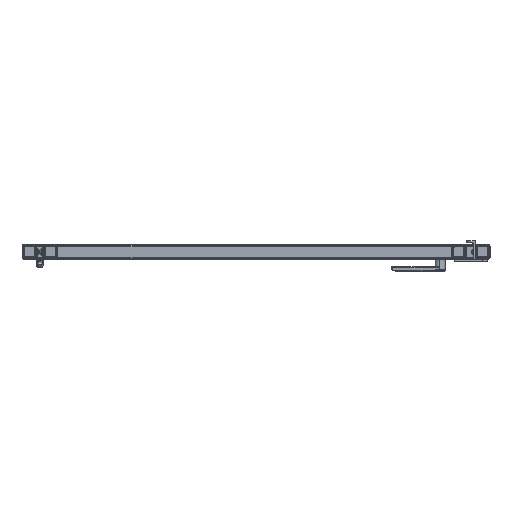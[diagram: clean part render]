
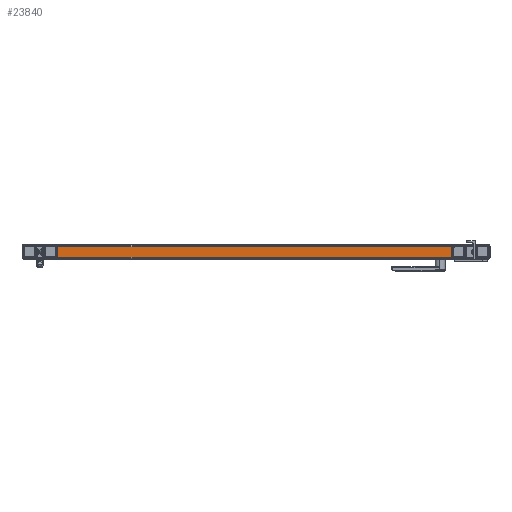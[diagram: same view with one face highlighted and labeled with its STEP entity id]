
A CAD part, front view. The second image highlights one B-rep face of the part: STEP entity #23840.
In plain terms, the highlighted planar face has unit normal (0, -1, 0).
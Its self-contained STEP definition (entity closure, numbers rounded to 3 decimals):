
#424 = EDGE_CURVE ( 'NONE', #36701, #28337, #10940, .T. ) ;
#521 = DIRECTION ( 'NONE',  ( 1., 0., 0. ) ) ;
#5043 = LINE ( 'NONE', #21279, #5879 ) ;
#5879 = VECTOR ( 'NONE', #521, 1000. ) ;
#10592 = VECTOR ( 'NONE', #13164, 1000. ) ;
#10620 = CARTESIAN_POINT ( 'NONE',  ( 99997.5, 185., -11. ) ) ;
#10940 = LINE ( 'NONE', #10620, #31232 ) ;
#13164 = DIRECTION ( 'NONE',  ( 0., 0., 1. ) ) ;
#13852 = CARTESIAN_POINT ( 'NONE',  ( 410., 185., 11. ) ) ;
#13960 = EDGE_CURVE ( 'NONE', #28337, #25801, #23185, .T. ) ;
#14401 = ORIENTED_EDGE ( 'NONE', *, *, #32291, .F. ) ;
#15357 = CARTESIAN_POINT ( 'NONE',  ( -415., 185., 11. ) ) ;
#17532 = CARTESIAN_POINT ( 'NONE',  ( -415., 185., -11. ) ) ;
#21279 = CARTESIAN_POINT ( 'NONE',  ( 99997.5, 185., 11. ) ) ;
#23185 = LINE ( 'NONE', #59777, #10592 ) ;
#23840 = ADVANCED_FACE ( 'NONE', ( #35858 ), #24524, .F. ) ;
#24524 = PLANE ( 'NONE',  #66843 ) ;
#25608 = CARTESIAN_POINT ( 'NONE',  ( 410., 185., 0. ) ) ;
#25801 = VERTEX_POINT ( 'NONE', #15357 ) ;
#26455 = DIRECTION ( 'NONE',  ( -1., 0., 0. ) ) ;
#28337 = VERTEX_POINT ( 'NONE', #17532 ) ;
#31232 = VECTOR ( 'NONE', #26455, 1000. ) ;
#32291 = EDGE_CURVE ( 'NONE', #42672, #36701, #51817, .T. ) ;
#33920 = EDGE_LOOP ( 'NONE', ( #58459, #34906, #54330, #14401 ) ) ;
#34906 = ORIENTED_EDGE ( 'NONE', *, *, #13960, .F. ) ;
#35858 = FACE_OUTER_BOUND ( 'NONE', #33920, .T. ) ;
#36701 = VERTEX_POINT ( 'NONE', #44903 ) ;
#38836 = EDGE_CURVE ( 'NONE', #25801, #42672, #5043, .T. ) ;
#39365 = VECTOR ( 'NONE', #41509, 1000. ) ;
#40372 = DIRECTION ( 'NONE',  ( 1., 0., 0. ) ) ;
#41509 = DIRECTION ( 'NONE',  ( 0., 0., -1. ) ) ;
#42672 = VERTEX_POINT ( 'NONE', #13852 ) ;
#44903 = CARTESIAN_POINT ( 'NONE',  ( 410., 185., -11. ) ) ;
#45585 = CARTESIAN_POINT ( 'NONE',  ( 99997.5, 185., -11. ) ) ;
#51817 = LINE ( 'NONE', #25608, #39365 ) ;
#54330 = ORIENTED_EDGE ( 'NONE', *, *, #424, .F. ) ;
#58459 = ORIENTED_EDGE ( 'NONE', *, *, #38836, .F. ) ;
#59777 = CARTESIAN_POINT ( 'NONE',  ( -415., 185., 0. ) ) ;
#66682 = DIRECTION ( 'NONE',  ( 0., 1., 0. ) ) ;
#66843 = AXIS2_PLACEMENT_3D ( 'NONE', #45585, #66682, #40372 ) ;
